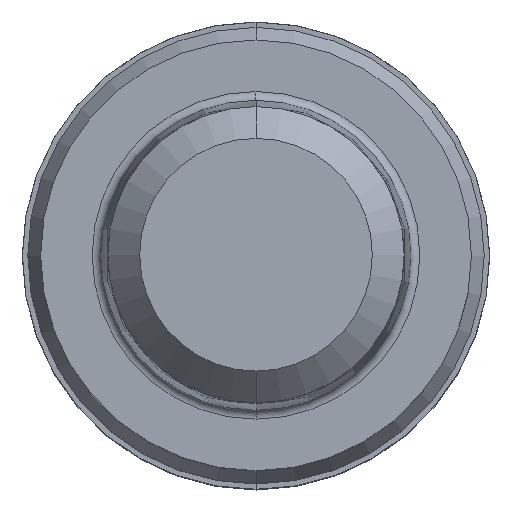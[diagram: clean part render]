
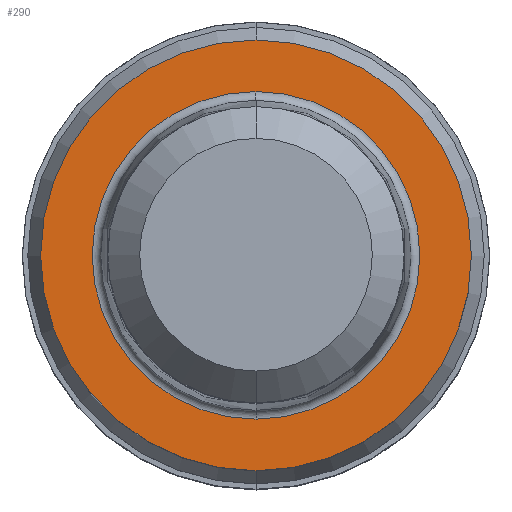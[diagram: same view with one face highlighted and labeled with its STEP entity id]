
A CAD part, top view. The second image highlights one B-rep face of the part: STEP entity #290.
In plain terms, the highlighted planar face has unit normal (0, 0, 1).
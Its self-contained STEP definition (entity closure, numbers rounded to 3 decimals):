
#198=VERTEX_POINT('',#507);
#206=EDGE_CURVE('',#388,#198,#515,.T.);
#248=VERTEX_POINT('',#565);
#260=VERTEX_POINT('',#577);
#290=ADVANCED_FACE('',(#609,#610),#611,.T.);
#346=EDGE_CURVE('',#198,#388,#672,.T.);
#370=EDGE_CURVE('',#260,#248,#700,.T.);
#388=VERTEX_POINT('',#721);
#396=EDGE_CURVE('',#248,#260,#730,.T.);
#507=CARTESIAN_POINT('',(0.0,5.85,0.01));
#515=CIRCLE('',#866,5.85);
#565=CARTESIAN_POINT('',(0.0,4.45,0.01));
#577=CARTESIAN_POINT('',(0.,-4.45,0.01));
#609=FACE_OUTER_BOUND('',#985,.T.);
#610=FACE_BOUND('',#986,.T.);
#611=PLANE('',#987);
#672=CIRCLE('',#1064,5.85);
#700=CIRCLE('',#1098,4.45);
#721=CARTESIAN_POINT('',(0.,-5.85,0.01));
#730=CIRCLE('',#1135,4.45);
#866=AXIS2_PLACEMENT_3D('',#1281,#1282,#1283);
#985=EDGE_LOOP('',(#1390,#1391));
#986=EDGE_LOOP('',(#1392,#1393));
#987=AXIS2_PLACEMENT_3D('',#1394,#1395,#1396);
#1064=AXIS2_PLACEMENT_3D('',#1467,#1468,#1469);
#1098=AXIS2_PLACEMENT_3D('',#1511,#1512,#1513);
#1135=AXIS2_PLACEMENT_3D('',#1556,#1557,#1558);
#1281=CARTESIAN_POINT('',(0.0,0.0,0.01));
#1282=DIRECTION('',(0.0,0.0,-1.0));
#1283=DIRECTION('',(0.0,1.0,0.0));
#1390=ORIENTED_EDGE('',*,*,#346,.F.);
#1391=ORIENTED_EDGE('',*,*,#206,.F.);
#1392=ORIENTED_EDGE('',*,*,#396,.T.);
#1393=ORIENTED_EDGE('',*,*,#370,.T.);
#1394=CARTESIAN_POINT('',(0.0,2.925,0.01));
#1395=DIRECTION('',(-0.0,0.0,1.0));
#1396=DIRECTION('',(0.0,-1.0,0.0));
#1467=CARTESIAN_POINT('',(0.0,0.0,0.01));
#1468=DIRECTION('',(0.0,0.0,-1.0));
#1469=DIRECTION('',(0.0,1.0,0.0));
#1511=CARTESIAN_POINT('',(0.0,0.0,0.01));
#1512=DIRECTION('',(0.0,0.0,-1.0));
#1513=DIRECTION('',(0.0,1.0,0.0));
#1556=CARTESIAN_POINT('',(0.0,0.0,0.01));
#1557=DIRECTION('',(0.0,0.0,-1.0));
#1558=DIRECTION('',(0.0,1.0,0.0));
